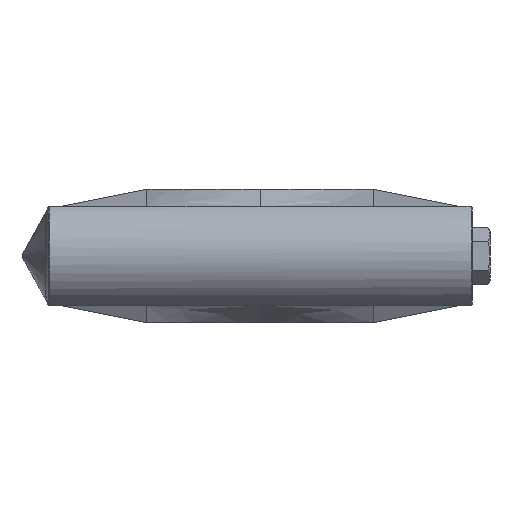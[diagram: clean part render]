
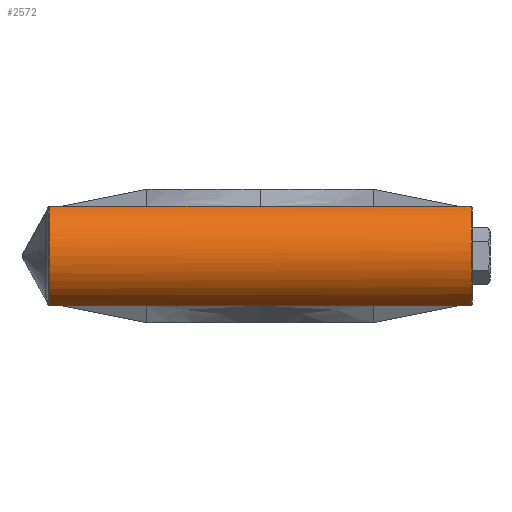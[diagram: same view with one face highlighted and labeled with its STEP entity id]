
A CAD part, left-side view. The second image highlights one B-rep face of the part: STEP entity #2572.
In plain terms, the highlighted cylindrical face has radius 12.446 mm (diameter 24.892 mm), a partial arc.
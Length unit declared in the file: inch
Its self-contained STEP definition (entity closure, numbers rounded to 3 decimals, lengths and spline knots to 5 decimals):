
#71 = VECTOR ( 'NONE', #721, 39.37008 ) ;
#78 = VECTOR ( 'NONE', #950, 39.37008 ) ;
#102 = DIRECTION ( 'NONE',  ( 0., -1., 0. ) ) ;
#114 = CIRCLE ( 'NONE', #2862, 0.49 ) ;
#155 = ORIENTED_EDGE ( 'NONE', *, *, #1750, .T. ) ;
#211 = VECTOR ( 'NONE', #2141, 39.37008 ) ;
#225 = CARTESIAN_POINT ( 'NONE',  ( -1.505, -1.125, 0. ) ) ;
#280 = LINE ( 'NONE', #1592, #211 ) ;
#285 = CARTESIAN_POINT ( 'NONE',  ( -1.72567, 1.875, 0.4375 ) ) ;
#305 = VERTEX_POINT ( 'NONE', #2266 ) ;
#321 = VECTOR ( 'NONE', #1017, 39.37008 ) ;
#336 = VERTEX_POINT ( 'NONE', #1145 ) ;
#386 = VECTOR ( 'NONE', #418, 39.37008 ) ;
#407 = CARTESIAN_POINT ( 'NONE',  ( -1.72567, -1.125, -0.4375 ) ) ;
#416 = ORIENTED_EDGE ( 'NONE', *, *, #2003, .T. ) ;
#418 = DIRECTION ( 'NONE',  ( 0., 1., 0. ) ) ;
#442 = CARTESIAN_POINT ( 'NONE',  ( -1.72567, -0.995, 0.4375 ) ) ;
#449 = VERTEX_POINT ( 'NONE', #285 ) ;
#462 = CARTESIAN_POINT ( 'NONE',  ( -1.72567, 2.735, -0.4375 ) ) ;
#499 = EDGE_CURVE ( 'NONE', #834, #732, #1477, .T. ) ;
#507 = AXIS2_PLACEMENT_3D ( 'NONE', #2558, #2786, #945 ) ;
#518 = EDGE_CURVE ( 'NONE', #834, #1417, #1023, .T. ) ;
#550 = LINE ( 'NONE', #2541, #78 ) ;
#581 = CARTESIAN_POINT ( 'NONE',  ( -1.72567, 0.20833, 0.4375 ) ) ;
#684 = CARTESIAN_POINT ( 'NONE',  ( -1.72567, -0.985, -0.4375 ) ) ;
#712 = EDGE_CURVE ( 'NONE', #336, #2783, #550, .T. ) ;
#721 = DIRECTION ( 'NONE',  ( 0., -1., 0. ) ) ;
#732 = VERTEX_POINT ( 'NONE', #1442 ) ;
#736 = CARTESIAN_POINT ( 'NONE',  ( -1.72567, 0.875, -0.4375 ) ) ;
#738 = CARTESIAN_POINT ( 'NONE',  ( -1.72567, 2.875, -0.4375 ) ) ;
#746 = LINE ( 'NONE', #738, #71 ) ;
#750 = CARTESIAN_POINT ( 'NONE',  ( -1.72567, -0.995, -0.4375 ) ) ;
#791 = ORIENTED_EDGE ( 'NONE', *, *, #794, .T. ) ;
#794 = EDGE_CURVE ( 'NONE', #305, #1671, #1367, .T. ) ;
#806 = LINE ( 'NONE', #442, #1862 ) ;
#812 = CIRCLE ( 'NONE', #507, 0.49 ) ;
#834 = VERTEX_POINT ( 'NONE', #2151 ) ;
#867 = VERTEX_POINT ( 'NONE', #2639 ) ;
#945 = DIRECTION ( 'NONE',  ( -1., 0., 0. ) ) ;
#950 = DIRECTION ( 'NONE',  ( 0., 1., 0. ) ) ;
#952 = VECTOR ( 'NONE', #1112, 39.37008 ) ;
#976 = CARTESIAN_POINT ( 'NONE',  ( -1.72567, 2.875, 0.4375 ) ) ;
#999 = CARTESIAN_POINT ( 'NONE',  ( -1.72567, 0.54167, -0.4375 ) ) ;
#1002 = CARTESIAN_POINT ( 'NONE',  ( -1.505, 2.735, 0. ) ) ;
#1007 = ORIENTED_EDGE ( 'NONE', *, *, #1381, .F. ) ;
#1017 = DIRECTION ( 'NONE',  ( 0., 1., 0. ) ) ;
#1022 = CARTESIAN_POINT ( 'NONE',  ( -1.72567, 0.20833, -0.4375 ) ) ;
#1023 = B_SPLINE_CURVE_WITH_KNOTS ( 'NONE', 3,
 ( #736, #1723, #1939, #1733 ),
 .UNSPECIFIED., .F., .F.,
 ( 4, 4 ),
 ( 0., 1. ),
 .UNSPECIFIED. ) ;
#1024 = LINE ( 'NONE', #407, #386 ) ;
#1040 = DIRECTION ( 'NONE',  ( 0., 1., 0. ) ) ;
#1067 = CARTESIAN_POINT ( 'NONE',  ( -1.72567, 1.20833, 0.4375 ) ) ;
#1073 = DIRECTION ( 'NONE',  ( 0., 0., -1. ) ) ;
#1087 = CARTESIAN_POINT ( 'NONE',  ( -1.72567, 1.54167, 0.4375 ) ) ;
#1093 = DIRECTION ( 'NONE',  ( 0., 1., 0. ) ) ;
#1112 = DIRECTION ( 'NONE',  ( 0., -1., 0. ) ) ;
#1145 = CARTESIAN_POINT ( 'NONE',  ( -1.72567, -0.875, 0.4375 ) ) ;
#1165 = EDGE_CURVE ( 'NONE', #2319, #305, #812, .T. ) ;
#1230 = CARTESIAN_POINT ( 'NONE',  ( -1.72567, 0.875, 0.4375 ) ) ;
#1250 = CARTESIAN_POINT ( 'NONE',  ( -1.72567, 0.54167, 0.4375 ) ) ;
#1339 = ORIENTED_EDGE ( 'NONE', *, *, #1824, .T. ) ;
#1366 = EDGE_CURVE ( 'NONE', #2247, #867, #2263, .T. ) ;
#1367 = CIRCLE ( 'NONE', #2354, 0.49 ) ;
#1377 = ORIENTED_EDGE ( 'NONE', *, *, #499, .T. ) ;
#1381 = EDGE_CURVE ( 'NONE', #2315, #449, #2077, .T. ) ;
#1382 = ORIENTED_EDGE ( 'NONE', *, *, #2388, .F. ) ;
#1417 = VERTEX_POINT ( 'NONE', #2612 ) ;
#1418 = ORIENTED_EDGE ( 'NONE', *, *, #518, .F. ) ;
#1442 = CARTESIAN_POINT ( 'NONE',  ( -1.72567, -0.125, -0.4375 ) ) ;
#1472 = VECTOR ( 'NONE', #102, 39.37008 ) ;
#1477 = B_SPLINE_CURVE_WITH_KNOTS ( 'NONE', 3,
 ( #1505, #999, #1022, #2866 ),
 .UNSPECIFIED., .F., .F.,
 ( 4, 4 ),
 ( 0., 1. ),
 .UNSPECIFIED. ) ;
#1494 = VERTEX_POINT ( 'NONE', #2269 ) ;
#1505 = CARTESIAN_POINT ( 'NONE',  ( -1.72567, 0.875, -0.4375 ) ) ;
#1520 = ORIENTED_EDGE ( 'NONE', *, *, #2496, .T. ) ;
#1585 = CARTESIAN_POINT ( 'NONE',  ( -1.72567, 2.745, 0.4375 ) ) ;
#1592 = CARTESIAN_POINT ( 'NONE',  ( -1.72567, 2.745, -0.4375 ) ) ;
#1630 = ORIENTED_EDGE ( 'NONE', *, *, #2514, .F. ) ;
#1671 = VERTEX_POINT ( 'NONE', #462 ) ;
#1678 = FACE_OUTER_BOUND ( 'NONE', #2716, .T. ) ;
#1693 = DIRECTION ( 'NONE',  ( 0., -1., 0. ) ) ;
#1723 = CARTESIAN_POINT ( 'NONE',  ( -1.72567, 1.20833, -0.4375 ) ) ;
#1733 = CARTESIAN_POINT ( 'NONE',  ( -1.72567, 1.875, -0.4375 ) ) ;
#1750 = EDGE_CURVE ( 'NONE', #1671, #1494, #280, .T. ) ;
#1752 = LINE ( 'NONE', #1585, #952 ) ;
#1769 = VERTEX_POINT ( 'NONE', #1884 ) ;
#1780 = CARTESIAN_POINT ( 'NONE',  ( -1.505, -0.985, 0. ) ) ;
#1824 = EDGE_CURVE ( 'NONE', #1494, #1417, #746, .T. ) ;
#1826 = DIRECTION ( 'NONE',  ( 0., 1., 0. ) ) ;
#1862 = VECTOR ( 'NONE', #1093, 39.37008 ) ;
#1872 = CARTESIAN_POINT ( 'NONE',  ( -1.72567, 2.735, 0.4375 ) ) ;
#1880 = B_SPLINE_CURVE_WITH_KNOTS ( 'NONE', 3,
 ( #1230, #1250, #581, #2180 ),
 .UNSPECIFIED., .F., .F.,
 ( 4, 4 ),
 ( 0., 1. ),
 .UNSPECIFIED. ) ;
#1884 = CARTESIAN_POINT ( 'NONE',  ( -1.72567, -0.985, 0.4375 ) ) ;
#1910 = CARTESIAN_POINT ( 'NONE',  ( -1.72567, -0.125, 0.4375 ) ) ;
#1937 = AXIS2_PLACEMENT_3D ( 'NONE', #225, #1826, #2059 ) ;
#1939 = CARTESIAN_POINT ( 'NONE',  ( -1.72567, 1.54167, -0.4375 ) ) ;
#1960 = ORIENTED_EDGE ( 'NONE', *, *, #2650, .T. ) ;
#2003 = EDGE_CURVE ( 'NONE', #2282, #449, #2846, .T. ) ;
#2054 = EDGE_CURVE ( 'NONE', #867, #732, #1024, .T. ) ;
#2059 = DIRECTION ( 'NONE',  ( 0., 0., 1. ) ) ;
#2077 = LINE ( 'NONE', #976, #1472 ) ;
#2090 = ORIENTED_EDGE ( 'NONE', *, *, #1165, .T. ) ;
#2103 = CARTESIAN_POINT ( 'NONE',  ( -1.72567, 0.875, 0.4375 ) ) ;
#2141 = DIRECTION ( 'NONE',  ( 0., -1., 0. ) ) ;
#2151 = CARTESIAN_POINT ( 'NONE',  ( -1.72567, 0.875, -0.4375 ) ) ;
#2180 = CARTESIAN_POINT ( 'NONE',  ( -1.72567, -0.125, 0.4375 ) ) ;
#2247 = VERTEX_POINT ( 'NONE', #684 ) ;
#2263 = LINE ( 'NONE', #750, #321 ) ;
#2266 = CARTESIAN_POINT ( 'NONE',  ( -1.995, 2.735, 0. ) ) ;
#2269 = CARTESIAN_POINT ( 'NONE',  ( -1.72567, 2.625, -0.4375 ) ) ;
#2282 = VERTEX_POINT ( 'NONE', #2103 ) ;
#2315 = VERTEX_POINT ( 'NONE', #2810 ) ;
#2319 = VERTEX_POINT ( 'NONE', #1872 ) ;
#2354 = AXIS2_PLACEMENT_3D ( 'NONE', #1002, #1693, #2648 ) ;
#2388 = EDGE_CURVE ( 'NONE', #2282, #2783, #1880, .T. ) ;
#2496 = EDGE_CURVE ( 'NONE', #2247, #1769, #114, .T. ) ;
#2514 = EDGE_CURVE ( 'NONE', #2319, #2315, #1752, .T. ) ;
#2541 = CARTESIAN_POINT ( 'NONE',  ( -1.72567, -1.125, 0.4375 ) ) ;
#2558 = CARTESIAN_POINT ( 'NONE',  ( -1.505, 2.735, 0. ) ) ;
#2572 = ADVANCED_FACE ( 'NONE', ( #1678 ), #2876, .T. ) ;
#2612 = CARTESIAN_POINT ( 'NONE',  ( -1.72567, 1.875, -0.4375 ) ) ;
#2616 = CARTESIAN_POINT ( 'NONE',  ( -1.72567, 0.875, 0.4375 ) ) ;
#2639 = CARTESIAN_POINT ( 'NONE',  ( -1.72567, -0.875, -0.4375 ) ) ;
#2648 = DIRECTION ( 'NONE',  ( -1., 0., 0. ) ) ;
#2650 = EDGE_CURVE ( 'NONE', #1769, #336, #806, .T. ) ;
#2665 = ORIENTED_EDGE ( 'NONE', *, *, #712, .T. ) ;
#2716 = EDGE_LOOP ( 'NONE', ( #1630, #2090, #791, #155, #1339, #1418, #1377, #2960, #2861, #1520, #1960, #2665, #1382, #416, #1007 ) ) ;
#2783 = VERTEX_POINT ( 'NONE', #1910 ) ;
#2786 = DIRECTION ( 'NONE',  ( 0., -1., 0. ) ) ;
#2810 = CARTESIAN_POINT ( 'NONE',  ( -1.72567, 2.625, 0.4375 ) ) ;
#2846 = B_SPLINE_CURVE_WITH_KNOTS ( 'NONE', 3,
 ( #2616, #1067, #1087, #2922 ),
 .UNSPECIFIED., .F., .F.,
 ( 4, 4 ),
 ( 0., 1. ),
 .UNSPECIFIED. ) ;
#2861 = ORIENTED_EDGE ( 'NONE', *, *, #1366, .F. ) ;
#2862 = AXIS2_PLACEMENT_3D ( 'NONE', #1780, #1040, #1073 ) ;
#2866 = CARTESIAN_POINT ( 'NONE',  ( -1.72567, -0.125, -0.4375 ) ) ;
#2876 = CYLINDRICAL_SURFACE ( 'NONE', #1937, 0.49 ) ;
#2922 = CARTESIAN_POINT ( 'NONE',  ( -1.72567, 1.875, 0.4375 ) ) ;
#2960 = ORIENTED_EDGE ( 'NONE', *, *, #2054, .F. ) ;
